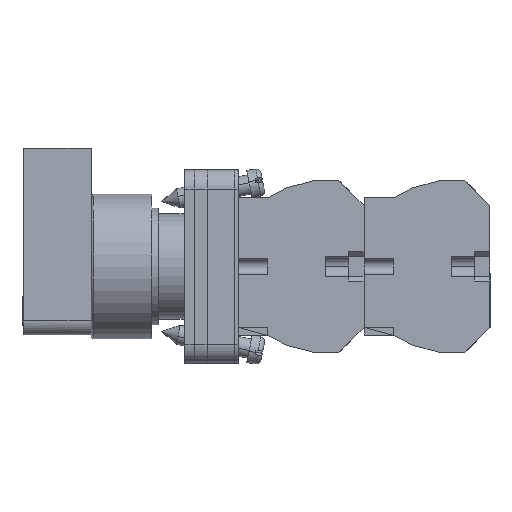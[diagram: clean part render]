
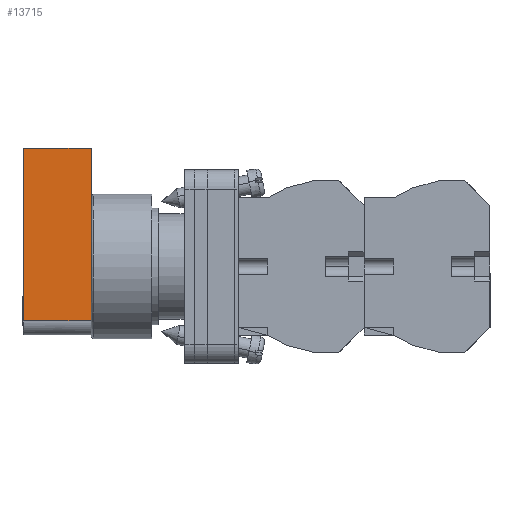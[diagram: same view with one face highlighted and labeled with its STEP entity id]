
A CAD part, left-side view. The second image highlights one B-rep face of the part: STEP entity #13715.
In plain terms, the highlighted planar face has unit normal (-1, 0, 0).
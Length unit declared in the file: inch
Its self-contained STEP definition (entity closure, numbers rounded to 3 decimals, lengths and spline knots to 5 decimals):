
#325 = VERTEX_POINT ( 'NONE', #5007 ) ;
#339 = EDGE_CURVE ( 'NONE', #10738, #325, #2373, .T. ) ;
#922 = FACE_OUTER_BOUND ( 'NONE', #4741, .T. ) ;
#955 = LINE ( 'NONE', #1344, #13653 ) ;
#1136 = VERTEX_POINT ( 'NONE', #2732 ) ;
#1344 = CARTESIAN_POINT ( 'NONE',  ( -0.11417, 0.94094, 0. ) ) ;
#1378 = LINE ( 'NONE', #15995, #4380 ) ;
#1605 = CARTESIAN_POINT ( 'NONE',  ( -0.11417, 1.49213, 0. ) ) ;
#2142 = DIRECTION ( 'NONE',  ( 0., 0., -1. ) ) ;
#2373 = LINE ( 'NONE', #1605, #12042 ) ;
#2732 = CARTESIAN_POINT ( 'NONE',  ( -0.11417, 0.94094, 0.48881 ) ) ;
#3219 = VECTOR ( 'NONE', #6815, 39.37008 ) ;
#4380 = VECTOR ( 'NONE', #10866, 39.37008 ) ;
#4668 = EDGE_CURVE ( 'NONE', #6970, #1136, #955, .T. ) ;
#4741 = EDGE_LOOP ( 'NONE', ( #11007, #8954, #16231, #5996, #12221 ) ) ;
#4999 = CARTESIAN_POINT ( 'NONE',  ( -0.11417, 0.94094, -0.44193 ) ) ;
#5007 = CARTESIAN_POINT ( 'NONE',  ( -0.11417, 1.49213, 0.96161 ) ) ;
#5557 = CARTESIAN_POINT ( 'NONE',  ( -0.11417, 0.94094, 0. ) ) ;
#5831 = LINE ( 'NONE', #10956, #8771 ) ;
#5939 = DIRECTION ( 'NONE',  ( 0., -1., 0. ) ) ;
#5996 = ORIENTED_EDGE ( 'NONE', *, *, #339, .F. ) ;
#6815 = DIRECTION ( 'NONE',  ( 0., 0., 1. ) ) ;
#6970 = VERTEX_POINT ( 'NONE', #4999 ) ;
#7138 = PLANE ( 'NONE',  #14164 ) ;
#8055 = CARTESIAN_POINT ( 'NONE',  ( -0.11417, 0.94094, 0.96161 ) ) ;
#8099 = CARTESIAN_POINT ( 'NONE',  ( -0.11417, 1.49213, -0.44193 ) ) ;
#8365 = CARTESIAN_POINT ( 'NONE',  ( -0.11417, 1.49213, 0. ) ) ;
#8771 = VECTOR ( 'NONE', #5939, 39.37008 ) ;
#8862 = DIRECTION ( 'NONE',  ( 0., 0., 1. ) ) ;
#8915 = DIRECTION ( 'NONE',  ( 0., 0., 1. ) ) ;
#8954 = ORIENTED_EDGE ( 'NONE', *, *, #13980, .T. ) ;
#9648 = DIRECTION ( 'NONE',  ( 1., 0., 0. ) ) ;
#10249 = LINE ( 'NONE', #5557, #3219 ) ;
#10256 = EDGE_CURVE ( 'NONE', #325, #15390, #1378, .T. ) ;
#10738 = VERTEX_POINT ( 'NONE', #8099 ) ;
#10866 = DIRECTION ( 'NONE',  ( 0., -1., 0. ) ) ;
#10956 = CARTESIAN_POINT ( 'NONE',  ( -0.11417, 1.49213, -0.44193 ) ) ;
#11007 = ORIENTED_EDGE ( 'NONE', *, *, #4668, .T. ) ;
#12042 = VECTOR ( 'NONE', #8915, 39.37008 ) ;
#12221 = ORIENTED_EDGE ( 'NONE', *, *, #15574, .T. ) ;
#13653 = VECTOR ( 'NONE', #8862, 39.37008 ) ;
#13715 = ADVANCED_FACE ( 'NONE', ( #922 ), #7138, .F. ) ;
#13980 = EDGE_CURVE ( 'NONE', #1136, #15390, #10249, .T. ) ;
#14164 = AXIS2_PLACEMENT_3D ( 'NONE', #8365, #9648, #2142 ) ;
#15390 = VERTEX_POINT ( 'NONE', #8055 ) ;
#15574 = EDGE_CURVE ( 'NONE', #10738, #6970, #5831, .T. ) ;
#15995 = CARTESIAN_POINT ( 'NONE',  ( -0.11417, 1.49213, 0.96161 ) ) ;
#16231 = ORIENTED_EDGE ( 'NONE', *, *, #10256, .F. ) ;
